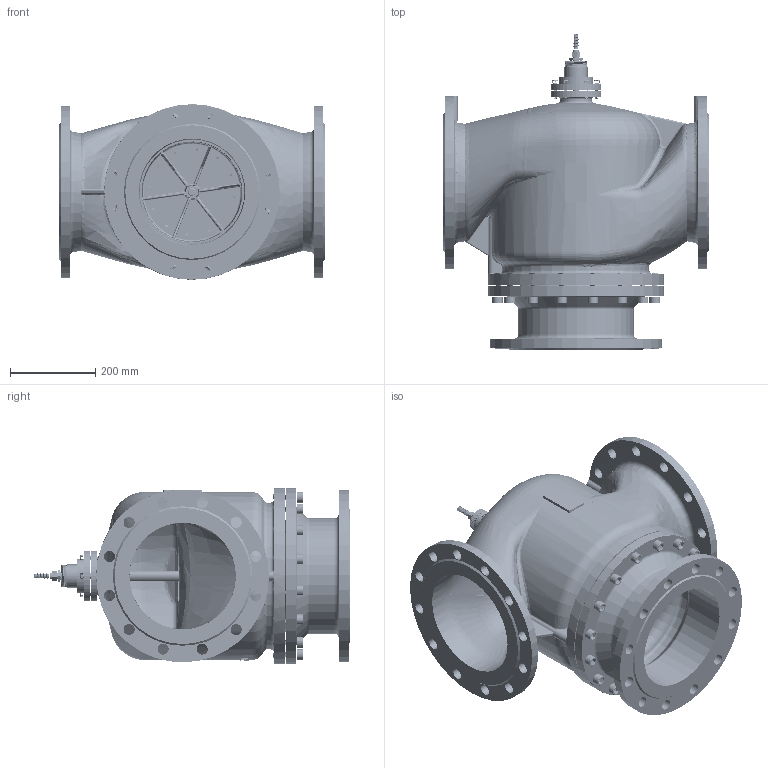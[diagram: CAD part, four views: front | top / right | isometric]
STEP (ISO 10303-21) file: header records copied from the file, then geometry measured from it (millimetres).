
FILE_DESCRIPTION((''),'2;1');
FILE_NAME('3D_STEP_CAD_MODEL_OF__SW0002','2023-03-30T16:36:33',('User'),(''),'CREO PARAMETRIC BY PTC INC, 2019010','CREO PARAMETRIC BY PTC INC, 2019010','');
FILE_SCHEMA(('CONFIG_CONTROL_DESIGN'));
Products named in the file (1): 3D_STEP_CAD_MODEL_OF__SW0002
Bounding box: 622.02 x 740.01 x 412 mm (x, y, z)
Surface area: 3243840.2 mm2 (no closed solid volume)
Topology: 0 solids, 116 shells, 1637 faces, 7395 edges, 5744 vertices
Faces by surface type: bspline 507, plane 385, cylinder 370, cone 272, torus 80, sphere 14, extrusion 9
Entity records: 291657 total; most frequent: CARTESIAN_POINT 241477, ORIENTED_EDGE 10712, DIRECTION 7405, EDGE_CURVE 7373, VERTEX_POINT 5744, B_SPLINE_CURVE_WITH_KNOTS 4063, AXIS2_PLACEMENT_3D 2956, EDGE_LOOP 1865
